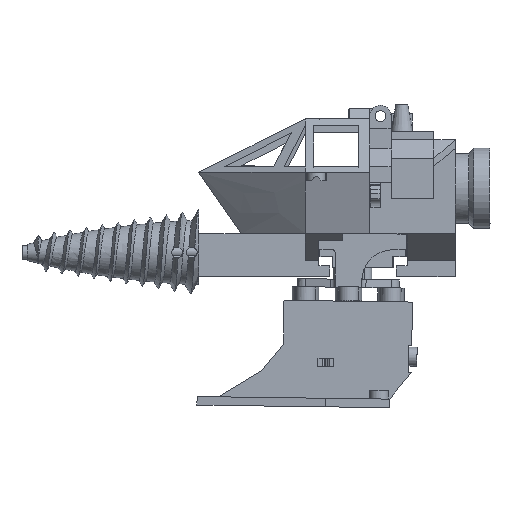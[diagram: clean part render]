
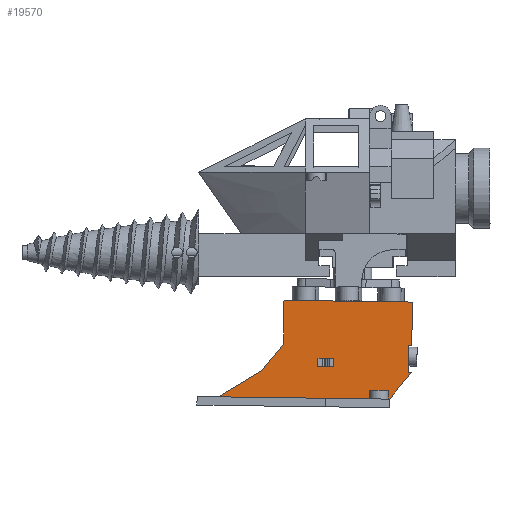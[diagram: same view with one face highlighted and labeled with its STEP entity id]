
A CAD part, front view. The second image highlights one B-rep face of the part: STEP entity #19570.
In plain terms, the highlighted face is planar.
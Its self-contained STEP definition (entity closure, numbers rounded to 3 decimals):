
#398=FACE_BOUND('',#2995,.T.);
#981=PLANE('',#21136);
#1893=FACE_OUTER_BOUND('',#2994,.T.);
#2994=EDGE_LOOP('',(#17201,#17202,#17203,#17204,#17205,#17206,#17207,#17208,
#17209,#17210));
#2995=EDGE_LOOP('',(#17211,#17212,#17213,#17214));
#5614=LINE('',#39485,#7709);
#5618=LINE('',#39497,#7713);
#5620=LINE('',#39504,#7715);
#5621=LINE('',#39506,#7716);
#5622=LINE('',#39508,#7717);
#5623=LINE('',#39510,#7718);
#5624=LINE('',#39512,#7719);
#5625=LINE('',#39514,#7720);
#5626=LINE('',#39516,#7721);
#5627=LINE('',#39518,#7722);
#5628=LINE('',#39520,#7723);
#5629=LINE('',#39521,#7724);
#5630=LINE('',#39522,#7725);
#5631=LINE('',#39523,#7726);
#7709=VECTOR('',#25560,10.);
#7713=VECTOR('',#25570,10.);
#7715=VECTOR('',#25576,10.);
#7716=VECTOR('',#25577,10.);
#7717=VECTOR('',#25578,10.);
#7718=VECTOR('',#25579,10.);
#7719=VECTOR('',#25580,10.);
#7720=VECTOR('',#25581,10.);
#7721=VECTOR('',#25582,10.);
#7722=VECTOR('',#25583,10.);
#7723=VECTOR('',#25584,10.);
#7724=VECTOR('',#25585,10.);
#7725=VECTOR('',#25586,10.);
#7726=VECTOR('',#25587,10.);
#9597=VERTEX_POINT('',#39478);
#9600=VERTEX_POINT('',#39483);
#9604=VERTEX_POINT('',#39494);
#9605=VERTEX_POINT('',#39496);
#9607=VERTEX_POINT('',#39502);
#9608=VERTEX_POINT('',#39503);
#9609=VERTEX_POINT('',#39505);
#9610=VERTEX_POINT('',#39507);
#9611=VERTEX_POINT('',#39509);
#9612=VERTEX_POINT('',#39511);
#9613=VERTEX_POINT('',#39513);
#9614=VERTEX_POINT('',#39515);
#9615=VERTEX_POINT('',#39517);
#9616=VERTEX_POINT('',#39519);
#12201=EDGE_CURVE('',#9600,#9597,#5614,.T.);
#12206=EDGE_CURVE('',#9604,#9605,#5618,.T.);
#12209=EDGE_CURVE('',#9607,#9608,#5620,.T.);
#12210=EDGE_CURVE('',#9608,#9609,#5621,.T.);
#12211=EDGE_CURVE('',#9610,#9609,#5622,.T.);
#12212=EDGE_CURVE('',#9611,#9610,#5623,.T.);
#12213=EDGE_CURVE('',#9612,#9611,#5624,.T.);
#12214=EDGE_CURVE('',#9613,#9612,#5625,.T.);
#12215=EDGE_CURVE('',#9614,#9613,#5626,.T.);
#12216=EDGE_CURVE('',#9614,#9615,#5627,.T.);
#12217=EDGE_CURVE('',#9615,#9616,#5628,.T.);
#12218=EDGE_CURVE('',#9616,#9607,#5629,.T.);
#12219=EDGE_CURVE('',#9600,#9605,#5630,.T.);
#12220=EDGE_CURVE('',#9604,#9597,#5631,.T.);
#17201=ORIENTED_EDGE('',*,*,#12209,.T.);
#17202=ORIENTED_EDGE('',*,*,#12210,.T.);
#17203=ORIENTED_EDGE('',*,*,#12211,.F.);
#17204=ORIENTED_EDGE('',*,*,#12212,.F.);
#17205=ORIENTED_EDGE('',*,*,#12213,.F.);
#17206=ORIENTED_EDGE('',*,*,#12214,.F.);
#17207=ORIENTED_EDGE('',*,*,#12215,.F.);
#17208=ORIENTED_EDGE('',*,*,#12216,.T.);
#17209=ORIENTED_EDGE('',*,*,#12217,.T.);
#17210=ORIENTED_EDGE('',*,*,#12218,.T.);
#17211=ORIENTED_EDGE('',*,*,#12219,.T.);
#17212=ORIENTED_EDGE('',*,*,#12206,.F.);
#17213=ORIENTED_EDGE('',*,*,#12220,.T.);
#17214=ORIENTED_EDGE('',*,*,#12201,.F.);
#19570=ADVANCED_FACE('',(#1893,#398),#981,.T.);
#21136=AXIS2_PLACEMENT_3D('',#39501,#25574,#25575);
#25560=DIRECTION('',(0.,0.,1.));
#25570=DIRECTION('',(0.,0.,-1.));
#25574=DIRECTION('center_axis',(-1.,0.,0.));
#25575=DIRECTION('ref_axis',(0.,0.,1.));
#25576=DIRECTION('',(0.,-1.,-0.003));
#25577=DIRECTION('',(0.,0.,1.));
#25578=DIRECTION('',(0.,-1.,0.));
#25579=DIRECTION('',(0.,0.,1.));
#25580=DIRECTION('',(0.,-0.626,0.78));
#25581=DIRECTION('',(0.,-0.848,0.53));
#25582=DIRECTION('',(0.,1.,0.));
#25583=DIRECTION('',(0.,-0.625,0.781));
#25584=DIRECTION('',(0.,1.,0.003));
#25585=DIRECTION('',(0.,-0.003,1.));
#25586=DIRECTION('',(0.,1.,0.));
#25587=DIRECTION('',(0.,-1.,0.));
#39478=CARTESIAN_POINT('',(8.,21.5,18.2));
#39483=CARTESIAN_POINT('',(8.,21.5,15.2));
#39485=CARTESIAN_POINT('',(8.,21.5,10.7));
#39494=CARTESIAN_POINT('',(8.,26.5,18.2));
#39496=CARTESIAN_POINT('',(8.,26.5,15.2));
#39497=CARTESIAN_POINT('',(8.,26.5,10.7));
#39501=CARTESIAN_POINT('Origin',(8.,64.,3.2));
#39502=CARTESIAN_POINT('',(8.,-6.826,23.203));
#39503=CARTESIAN_POINT('',(8.,-8.026,23.2));
#39504=CARTESIAN_POINT('',(8.,27.961,23.292));
#39505=CARTESIAN_POINT('',(8.,-8.026,39.6));
#39506=CARTESIAN_POINT('',(8.,-8.026,23.2));
#39507=CARTESIAN_POINT('',(8.,39.974,39.6));
#39508=CARTESIAN_POINT('',(8.,39.974,39.6));
#39509=CARTESIAN_POINT('',(8.,39.974,23.2));
#39510=CARTESIAN_POINT('',(8.,39.974,23.2));
#39511=CARTESIAN_POINT('',(8.,48.,13.2));
#39512=CARTESIAN_POINT('',(8.,48.,13.2));
#39513=CARTESIAN_POINT('',(8.,64.,3.2));
#39514=CARTESIAN_POINT('',(8.,64.,3.2));
#39515=CARTESIAN_POINT('',(8.,0.,3.2));
#39516=CARTESIAN_POINT('',(8.,50.,3.2));
#39517=CARTESIAN_POINT('',(8.,-8.,13.2));
#39518=CARTESIAN_POINT('',(8.,0.,3.2));
#39519=CARTESIAN_POINT('',(8.,-6.8,13.203));
#39520=CARTESIAN_POINT('',(8.,27.987,13.292));
#39521=CARTESIAN_POINT('',(8.,-6.793,10.611));
#39522=CARTESIAN_POINT('',(8.,42.5,15.2));
#39523=CARTESIAN_POINT('',(8.,45.5,18.2));
